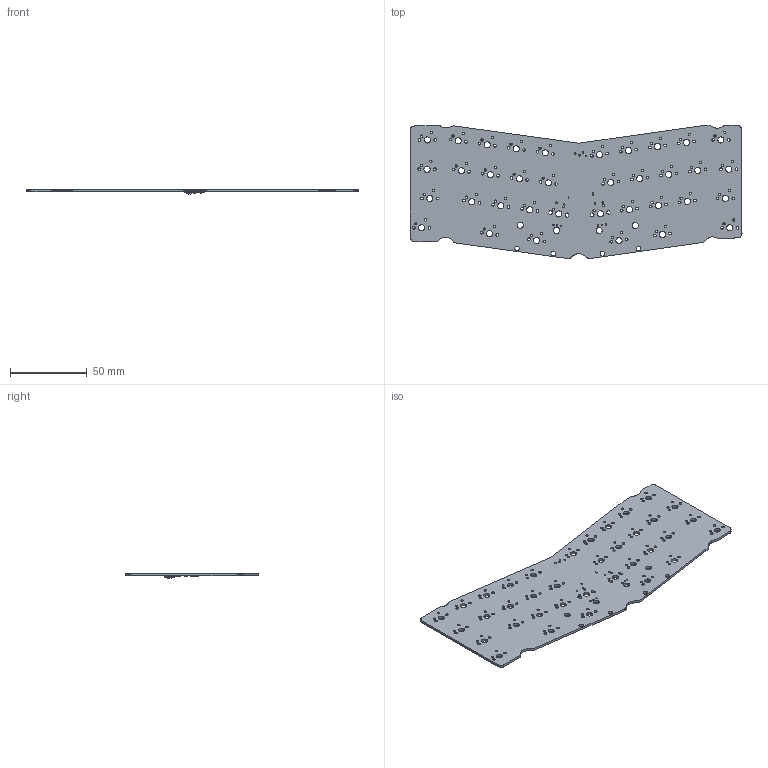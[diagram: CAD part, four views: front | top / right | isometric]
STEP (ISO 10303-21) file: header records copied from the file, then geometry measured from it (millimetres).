
FILE_DESCRIPTION(('KiCad electronic assembly'),'2;1');
FILE_NAME('madeline_pcb.step','2023-06-19T15:57:41',('Pcbnew'),('Kicad') ,'Open CASCADE STEP processor 7.5','KiCad to STEP converter','Unknown' );
FILE_SCHEMA(('AUTOMOTIVE_DESIGN { 1 0 10303 214 1 1 1 1 }'));
Length unit declared in the file: millimetre
Products named in the file (16): madeline_pcb 1; D_SOD-323; SOLID; R_0402_1005Metric; C_0402_1005Metric; C_0603_1608Metric; LED_0402_1005Metric; SOT-23-5; L_0603_1608Metric; PCB
Assembly tree (37 placements, depth 3):
  madeline_pcb 1
    D_SOD-323
      SOLID
    R_0402_1005Metric  x11
      SOLID
    C_0402_1005Metric  x12
      SOLID
    C_0603_1608Metric  x2
      SOLID
    LED_0402_1005Metric
      SOLID
    SOT-23-5
      SOLID
    L_0603_1608Metric
      SOLID
    PCB
Bounding box: 216.05 x 86.66 x 3.18 mm (x, y, z)
Volume: 24368.6 mm3; surface area: 33963.1 mm2
Topology: 30 solids, 30 shells, 1474 faces, 4014 edges, 2632 vertices
Faces by surface type: plane 907, cylinder 512, bspline 55
Full cylindrical faces by diameter (mm): 0.6 x4, 1 x10, 1.092 x4, 1.47 x72, 1.75 x68, 3.048 x4, 3.988 x40
Entity records: 65267 total; most frequent: CARTESIAN_POINT 13288, DIRECTION 9030, LINE 6076, VECTOR 6076, ORIENTED_EDGE 4940, PCURVE 4940, DEFINITIONAL_REPRESENTATION 4940, EDGE_CURVE 2470
